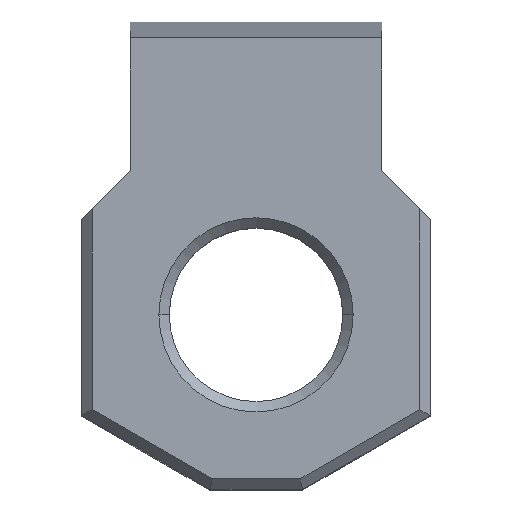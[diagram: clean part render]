
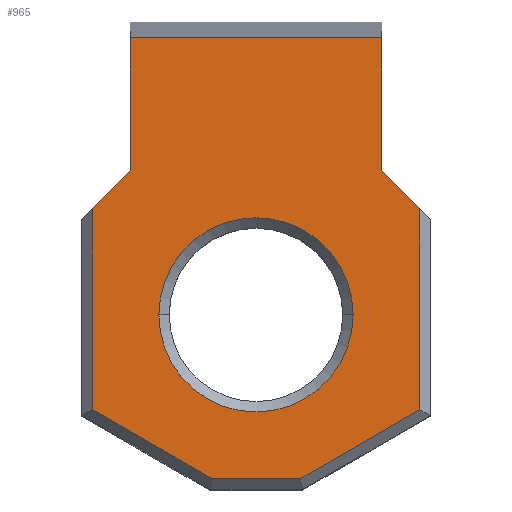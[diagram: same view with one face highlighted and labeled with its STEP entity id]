
A CAD part, top view. The second image highlights one B-rep face of the part: STEP entity #965.
In plain terms, the highlighted planar face has unit normal (0, 0, 1).
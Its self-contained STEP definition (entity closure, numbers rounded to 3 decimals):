
#27 = VERTEX_POINT ( 'NONE', #795 ) ;
#29 = LINE ( 'NONE', #31, #1035 ) ;
#31 = CARTESIAN_POINT ( 'NONE',  ( 1.348, 0.31, 9. ) ) ;
#34 = DIRECTION ( 'NONE',  ( 1., 0., 0. ) ) ;
#52 = DIRECTION ( 'NONE',  ( 1., 0., 0. ) ) ;
#53 = CARTESIAN_POINT ( 'NONE',  ( 0., 5.04, 9. ) ) ;
#58 = DIRECTION ( 'NONE',  ( 0., 0., -1. ) ) ;
#59 = DIRECTION ( 'NONE',  ( 1., 0., 0. ) ) ;
#83 = LINE ( 'NONE', #84, #584 ) ;
#84 = CARTESIAN_POINT ( 'NONE',  ( 6.41, 6.411, 9. ) ) ;
#85 = DIRECTION ( 'NONE',  ( -0.707, 0.707, 0. ) ) ;
#112 = LINE ( 'NONE', #115, #513 ) ;
#113 = ORIENTED_EDGE ( 'NONE', *, *, #114, .T. ) ;
#114 = EDGE_CURVE ( 'NONE', #545, #1136, #29, .T. ) ;
#115 = CARTESIAN_POINT ( 'NONE',  ( -6.41, 6.411, 9. ) ) ;
#116 = DIRECTION ( 'NONE',  ( 0.707, 0.707, 0. ) ) ;
#130 = AXIS2_PLACEMENT_3D ( 'NONE', #948, #529, #52 ) ;
#148 = EDGE_CURVE ( 'NONE', #278, #27, #1298, .T. ) ;
#151 = CARTESIAN_POINT ( 'NONE',  ( 2.8, 5.04, 9. ) ) ;
#182 = DIRECTION ( 'NONE',  ( 1., 0., 0. ) ) ;
#195 = ORIENTED_EDGE ( 'NONE', *, *, #148, .T. ) ;
#203 = EDGE_CURVE ( 'NONE', #488, #380, #83, .T. ) ;
#227 = VECTOR ( 'NONE', #287, 1000. ) ;
#233 = CARTESIAN_POINT ( 'NONE',  ( 3.621, 9.2, 9. ) ) ;
#264 = EDGE_CURVE ( 'NONE', #1267, #1060, #112, .T. ) ;
#266 = DIRECTION ( 'NONE',  ( 0., 1., 0. ) ) ;
#278 = VERTEX_POINT ( 'NONE', #151 ) ;
#285 = CARTESIAN_POINT ( 'NONE',  ( -1.185, 0.269, 9. ) ) ;
#286 = ORIENTED_EDGE ( 'NONE', *, *, #203, .T. ) ;
#287 = DIRECTION ( 'NONE',  ( 0.866, -0.5, 0. ) ) ;
#292 = CARTESIAN_POINT ( 'NONE',  ( -4.725, 2.312, 9. ) ) ;
#294 = LINE ( 'NONE', #300, #418 ) ;
#300 = CARTESIAN_POINT ( 'NONE',  ( -4.725, 0., 9. ) ) ;
#301 = DIRECTION ( 'NONE',  ( 0., -1., 0. ) ) ;
#330 = AXIS2_PLACEMENT_3D ( 'NONE', #1027, #652, #182 ) ;
#350 = CARTESIAN_POINT ( 'NONE',  ( 3.621, 13.028, 9. ) ) ;
#367 = LINE ( 'NONE', #369, #1207 ) ;
#369 = CARTESIAN_POINT ( 'NONE',  ( 4.874, 2.392, 9. ) ) ;
#370 = DIRECTION ( 'NONE',  ( 0.866, 0.5, 0. ) ) ;
#380 = VERTEX_POINT ( 'NONE', #233 ) ;
#404 = CARTESIAN_POINT ( 'NONE',  ( 4.725, 8.096, 9. ) ) ;
#411 = LINE ( 'NONE', #1270, #525 ) ;
#414 = LINE ( 'NONE', #415, #1036 ) ;
#415 = CARTESIAN_POINT ( 'NONE',  ( 4.725, 7.796, 9. ) ) ;
#416 = DIRECTION ( 'NONE',  ( 0., 1., 0. ) ) ;
#417 = FACE_OUTER_BOUND ( 'NONE', #1189, .T. ) ;
#418 = VECTOR ( 'NONE', #301, 1000. ) ;
#448 = EDGE_LOOP ( 'NONE', ( #195, #1092 ) ) ;
#464 = ORIENTED_EDGE ( 'NONE', *, *, #604, .T. ) ;
#480 = VECTOR ( 'NONE', #975, 1000. ) ;
#488 = VERTEX_POINT ( 'NONE', #404 ) ;
#491 = CARTESIAN_POINT ( 'NONE',  ( -3.621, 13.028, 9. ) ) ;
#492 = ORIENTED_EDGE ( 'NONE', *, *, #983, .F. ) ;
#513 = VECTOR ( 'NONE', #116, 1000. ) ;
#523 = ORIENTED_EDGE ( 'NONE', *, *, #1076, .F. ) ;
#525 = VECTOR ( 'NONE', #943, 1000. ) ;
#529 = DIRECTION ( 'NONE',  ( 0., 0., 1. ) ) ;
#545 = VERTEX_POINT ( 'NONE', #993 ) ;
#552 = CARTESIAN_POINT ( 'NONE',  ( -4.725, 8.096, 9. ) ) ;
#569 = VERTEX_POINT ( 'NONE', #916 ) ;
#573 = CARTESIAN_POINT ( 'NONE',  ( 1.267, 0.31, 9. ) ) ;
#584 = VECTOR ( 'NONE', #85, 1000. ) ;
#604 = EDGE_CURVE ( 'NONE', #615, #545, #909, .T. ) ;
#606 = CARTESIAN_POINT ( 'NONE',  ( -3.621, 9.2, 9. ) ) ;
#615 = VERTEX_POINT ( 'NONE', #292 ) ;
#620 = EDGE_CURVE ( 'NONE', #1267, #615, #294, .T. ) ;
#633 = ORIENTED_EDGE ( 'NONE', *, *, #755, .T. ) ;
#652 = DIRECTION ( 'NONE',  ( 0., 0., -1. ) ) ;
#705 = VERTEX_POINT ( 'NONE', #350 ) ;
#755 = EDGE_CURVE ( 'NONE', #1136, #569, #367, .T. ) ;
#795 = CARTESIAN_POINT ( 'NONE',  ( -2.8, 5.04, 9. ) ) ;
#807 = EDGE_CURVE ( 'NONE', #569, #488, #414, .T. ) ;
#851 = LINE ( 'NONE', #1151, #921 ) ;
#856 = AXIS2_PLACEMENT_3D ( 'NONE', #53, #58, #59 ) ;
#879 = FACE_BOUND ( 'NONE', #448, .T. ) ;
#880 = VERTEX_POINT ( 'NONE', #491 ) ;
#885 = ORIENTED_EDGE ( 'NONE', *, *, #1253, .T. ) ;
#909 = LINE ( 'NONE', #285, #227 ) ;
#916 = CARTESIAN_POINT ( 'NONE',  ( 4.725, 2.306, 9. ) ) ;
#921 = VECTOR ( 'NONE', #266, 1000. ) ;
#941 = CIRCLE ( 'NONE', #330, 2.8 ) ;
#943 = DIRECTION ( 'NONE',  ( 0., -1., 0. ) ) ;
#948 = CARTESIAN_POINT ( 'NONE',  ( 0., 0., 9. ) ) ;
#965 = ADVANCED_FACE ( 'NONE', ( #879, #417 ), #1274, .T. ) ;
#966 = LINE ( 'NONE', #971, #480 ) ;
#970 = EDGE_CURVE ( 'NONE', #27, #278, #941, .T. ) ;
#971 = CARTESIAN_POINT ( 'NONE',  ( 0., 13.028, 9. ) ) ;
#975 = DIRECTION ( 'NONE',  ( -1., 0., 0. ) ) ;
#983 = EDGE_CURVE ( 'NONE', #705, #380, #411, .T. ) ;
#993 = CARTESIAN_POINT ( 'NONE',  ( -1.257, 0.31, 9. ) ) ;
#1027 = CARTESIAN_POINT ( 'NONE',  ( 0., 5.04, 9. ) ) ;
#1035 = VECTOR ( 'NONE', #34, 1000. ) ;
#1036 = VECTOR ( 'NONE', #416, 1000. ) ;
#1060 = VERTEX_POINT ( 'NONE', #606 ) ;
#1076 = EDGE_CURVE ( 'NONE', #1060, #880, #851, .T. ) ;
#1082 = ORIENTED_EDGE ( 'NONE', *, *, #264, .F. ) ;
#1092 = ORIENTED_EDGE ( 'NONE', *, *, #970, .T. ) ;
#1103 = ORIENTED_EDGE ( 'NONE', *, *, #620, .T. ) ;
#1136 = VERTEX_POINT ( 'NONE', #573 ) ;
#1151 = CARTESIAN_POINT ( 'NONE',  ( -3.621, 0., 9. ) ) ;
#1189 = EDGE_LOOP ( 'NONE', ( #633, #1273, #286, #492, #885, #523, #1082, #1103, #464, #113 ) ) ;
#1207 = VECTOR ( 'NONE', #370, 1000. ) ;
#1253 = EDGE_CURVE ( 'NONE', #705, #880, #966, .T. ) ;
#1267 = VERTEX_POINT ( 'NONE', #552 ) ;
#1270 = CARTESIAN_POINT ( 'NONE',  ( 3.621, 0., 9. ) ) ;
#1273 = ORIENTED_EDGE ( 'NONE', *, *, #807, .T. ) ;
#1274 = PLANE ( 'NONE',  #130 ) ;
#1298 = CIRCLE ( 'NONE', #856, 2.8 ) ;
